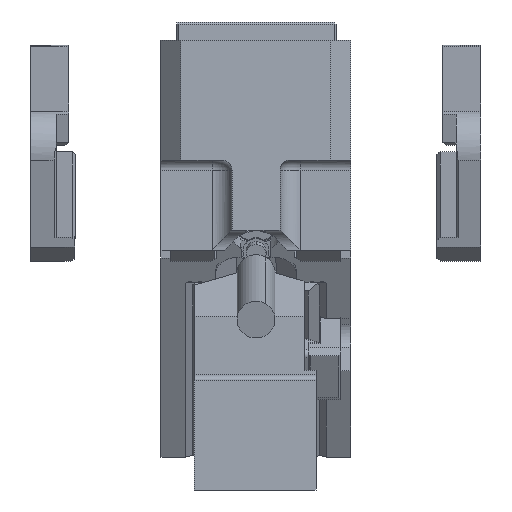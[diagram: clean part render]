
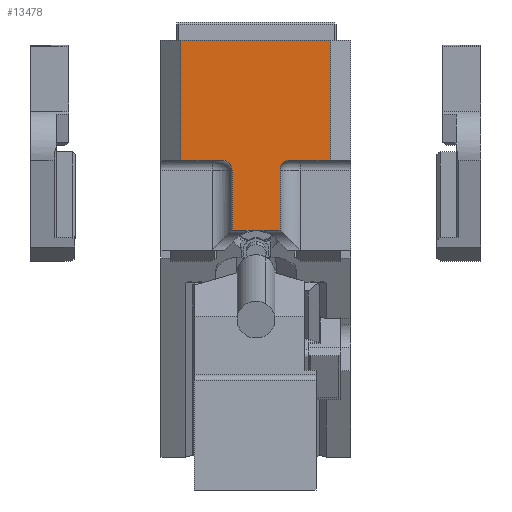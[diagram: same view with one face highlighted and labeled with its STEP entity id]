
A CAD part, left-side view. The second image highlights one B-rep face of the part: STEP entity #13478.
In plain terms, the highlighted planar face has unit normal (-1, 0, 0).
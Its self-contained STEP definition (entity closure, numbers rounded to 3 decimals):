
#13431=AXIS2_PLACEMENT_3D('Plane Axis2P3D',#13428,#13429,#13430) ;
#13435=AXIS2_PLACEMENT_3D('Circle Axis2P3D',#13433,#13434,$) ;
#13463=AXIS2_PLACEMENT_3D('Circle Axis2P3D',#13461,#13462,$) ;
#12158=CARTESIAN_POINT('Line Origine',(-215.,0.,180.)) ;
#12162=CARTESIAN_POINT('Vertex',(-215.,37.5,180.)) ;
#12164=CARTESIAN_POINT('Vertex',(-215.,-37.5,180.)) ;
#12569=CARTESIAN_POINT('Vertex',(-215.,-37.5,120.)) ;
#12572=CARTESIAN_POINT('Line Origine',(-215.,-27.25,120.)) ;
#12576=CARTESIAN_POINT('Vertex',(-215.,-17.,120.)) ;
#12613=CARTESIAN_POINT('Line Origine',(-215.,-37.5,130.)) ;
#12829=CARTESIAN_POINT('Vertex',(-215.,17.,120.)) ;
#12834=CARTESIAN_POINT('Line Origine',(-215.,27.25,120.)) ;
#12838=CARTESIAN_POINT('Vertex',(-215.,37.5,120.)) ;
#12873=CARTESIAN_POINT('Line Origine',(-215.,37.5,130.)) ;
#13428=CARTESIAN_POINT('Axis2P3D Location',(-215.,0.,195.)) ;
#13433=CARTESIAN_POINT('Axis2P3D Location',(-215.,17.,115.)) ;
#13437=CARTESIAN_POINT('Vertex',(-215.,12.,115.)) ;
#13440=CARTESIAN_POINT('Line Origine',(-215.,12.,100.)) ;
#13444=CARTESIAN_POINT('Vertex',(-215.,12.,85.)) ;
#13447=CARTESIAN_POINT('Line Origine',(-215.,0.,85.)) ;
#13451=CARTESIAN_POINT('Vertex',(-215.,-12.,85.)) ;
#13454=CARTESIAN_POINT('Line Origine',(-215.,-12.,100.)) ;
#13458=CARTESIAN_POINT('Vertex',(-215.,-12.,115.)) ;
#13461=CARTESIAN_POINT('Axis2P3D Location',(-215.,-17.,115.)) ;
#12159=DIRECTION('Vector Direction',(0.,-1.,0.)) ;
#12573=DIRECTION('Vector Direction',(0.,-1.,0.)) ;
#12614=DIRECTION('Vector Direction',(0.,0.,-1.)) ;
#12835=DIRECTION('Vector Direction',(0.,-1.,0.)) ;
#12874=DIRECTION('Vector Direction',(0.,0.,-1.)) ;
#13429=DIRECTION('Axis2P3D Direction',(1.,0.,0.)) ;
#13430=DIRECTION('Axis2P3D XDirection',(0.,0.,-1.)) ;
#13434=DIRECTION('Axis2P3D Direction',(1.,0.,0.)) ;
#13441=DIRECTION('Vector Direction',(0.,0.,-1.)) ;
#13448=DIRECTION('Vector Direction',(0.,-1.,0.)) ;
#13455=DIRECTION('Vector Direction',(0.,0.,-1.)) ;
#13462=DIRECTION('Axis2P3D Direction',(1.,0.,0.)) ;
#12160=VECTOR('Line Direction',#12159,1.) ;
#12574=VECTOR('Line Direction',#12573,1.) ;
#12615=VECTOR('Line Direction',#12614,1.) ;
#12836=VECTOR('Line Direction',#12835,1.) ;
#12875=VECTOR('Line Direction',#12874,1.) ;
#13442=VECTOR('Line Direction',#13441,1.) ;
#13449=VECTOR('Line Direction',#13448,1.) ;
#13456=VECTOR('Line Direction',#13455,1.) ;
#13467=ORIENTED_EDGE('',*,*,#12877,.T.) ;
#13468=ORIENTED_EDGE('',*,*,#12840,.T.) ;
#13469=ORIENTED_EDGE('',*,*,#13439,.T.) ;
#13470=ORIENTED_EDGE('',*,*,#13446,.T.) ;
#13471=ORIENTED_EDGE('',*,*,#13453,.T.) ;
#13472=ORIENTED_EDGE('',*,*,#13460,.F.) ;
#13473=ORIENTED_EDGE('',*,*,#13465,.T.) ;
#13474=ORIENTED_EDGE('',*,*,#12578,.T.) ;
#13475=ORIENTED_EDGE('',*,*,#12617,.F.) ;
#13476=ORIENTED_EDGE('',*,*,#12166,.F.) ;
#13478=ADVANCED_FACE('SCHIEBERBETT',(#13477),#13432,.F.) ;
#13436=CIRCLE('generated circle',#13435,5.) ;
#13464=CIRCLE('generated circle',#13463,5.) ;
#12166=EDGE_CURVE('',#12163,#12165,#12161,.T.) ;
#12578=EDGE_CURVE('',#12577,#12570,#12575,.T.) ;
#12617=EDGE_CURVE('',#12165,#12570,#12616,.T.) ;
#12840=EDGE_CURVE('',#12839,#12830,#12837,.T.) ;
#12877=EDGE_CURVE('',#12163,#12839,#12876,.T.) ;
#13439=EDGE_CURVE('',#12830,#13438,#13436,.T.) ;
#13446=EDGE_CURVE('',#13438,#13445,#13443,.T.) ;
#13453=EDGE_CURVE('',#13445,#13452,#13450,.T.) ;
#13460=EDGE_CURVE('',#13459,#13452,#13457,.T.) ;
#13465=EDGE_CURVE('',#13459,#12577,#13464,.T.) ;
#13466=EDGE_LOOP('',(#13467,#13468,#13469,#13470,#13471,#13472,#13473,#13474,#13475,#13476)) ;
#13477=FACE_OUTER_BOUND('',#13466,.T.) ;
#12161=LINE('Line',#12158,#12160) ;
#12575=LINE('Line',#12572,#12574) ;
#12616=LINE('Line',#12613,#12615) ;
#12837=LINE('Line',#12834,#12836) ;
#12876=LINE('Line',#12873,#12875) ;
#13443=LINE('Line',#13440,#13442) ;
#13450=LINE('Line',#13447,#13449) ;
#13457=LINE('Line',#13454,#13456) ;
#13432=PLANE('',#13431) ;
#12163=VERTEX_POINT('',#12162) ;
#12165=VERTEX_POINT('',#12164) ;
#12570=VERTEX_POINT('',#12569) ;
#12577=VERTEX_POINT('',#12576) ;
#12830=VERTEX_POINT('',#12829) ;
#12839=VERTEX_POINT('',#12838) ;
#13438=VERTEX_POINT('',#13437) ;
#13445=VERTEX_POINT('',#13444) ;
#13452=VERTEX_POINT('',#13451) ;
#13459=VERTEX_POINT('',#13458) ;
